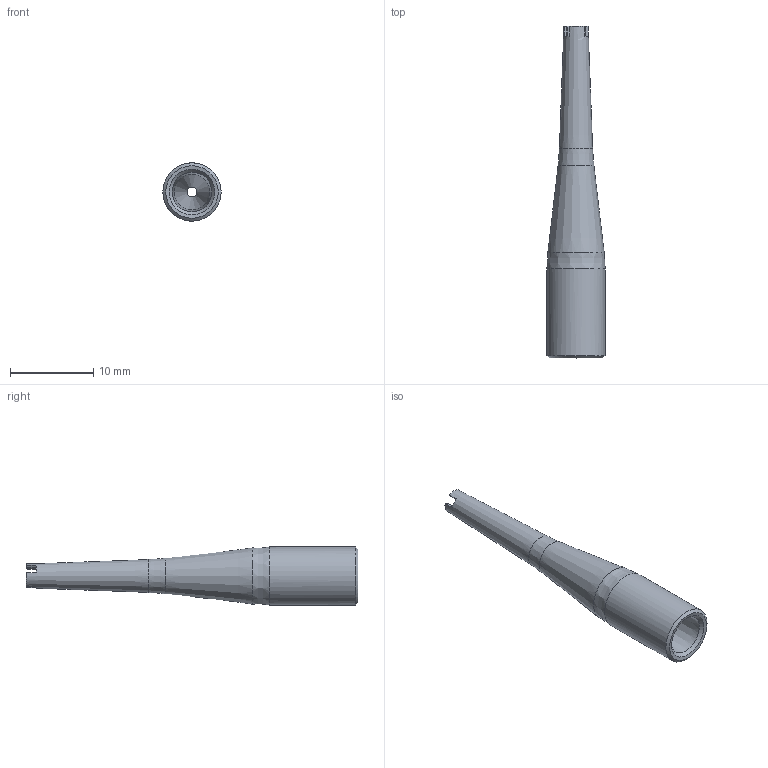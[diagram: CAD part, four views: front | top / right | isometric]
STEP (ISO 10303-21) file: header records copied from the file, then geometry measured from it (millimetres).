
FILE_DESCRIPTION(/* description */ (''),/* implementation_level */ '2;1');
FILE_NAME(/* name */ 'Lens Holder.step',/* time_stamp */ '2019-04-17T16:56:14-05:00',/* author */ ('savva.morozov'),/* organization */ (''),/* preprocessor_version */ 'ST-DEVELOPER v18',/* originating_system */ 'Autodesk Translation Framework v8.2.0.1029',/* authorisation */ '');
FILE_SCHEMA (('AUTOMOTIVE_DESIGN { 1 0 10303 214 3 1 1 }'));
Length unit declared in the file: millimetre
Products named in the file (1): Lens Clipper
Bounding box: 7 x 39.89 x 7 mm (x, y, z)
Volume: 668 mm3; surface area: 954.1 mm2
Topology: 1 solids, 1 shells, 54 faces, 148 edges, 95 vertices
Faces by surface type: plane 25, bspline 13, cone 10, torus 3, cylinder 3
Full cylindrical faces by diameter (mm): 1.2 x1, 2.2 x1, 7 x1
Entity records: 2003 total; most frequent: CARTESIAN_POINT 649, ORIENTED_EDGE 296, DIRECTION 250, EDGE_CURVE 148, VERTEX_POINT 95, AXIS2_PLACEMENT_3D 88, LINE 74, VECTOR 74
